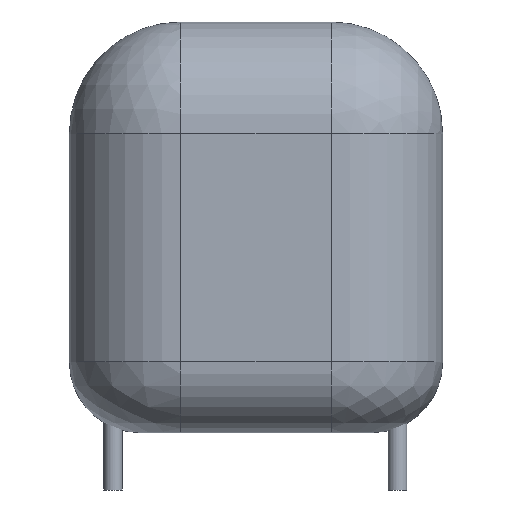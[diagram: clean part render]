
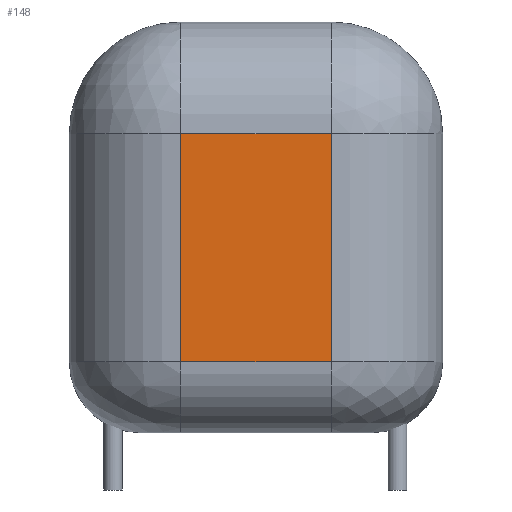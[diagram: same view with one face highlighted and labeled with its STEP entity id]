
A CAD part, front view. The second image highlights one B-rep face of the part: STEP entity #148.
In plain terms, the highlighted planar face has unit normal (0, -1, 0).
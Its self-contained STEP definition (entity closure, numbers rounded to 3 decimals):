
#148 = ADVANCED_FACE('',(#149),#183,.F.);
#149 = FACE_BOUND('',#150,.F.);
#150 = EDGE_LOOP('',(#151,#161,#169,#177));
#151 = ORIENTED_EDGE('',*,*,#152,.T.);
#152 = EDGE_CURVE('',#153,#155,#157,.T.);
#153 = VERTEX_POINT('',#154);
#154 = CARTESIAN_POINT('',(6.142,-3.,11.044));
#155 = VERTEX_POINT('',#156);
#156 = CARTESIAN_POINT('',(6.142,-3.,4.934));
#157 = LINE('',#158,#159);
#158 = CARTESIAN_POINT('',(6.142,-3.,14.034));
#159 = VECTOR('',#160,1.);
#160 = DIRECTION('',(0.,0.,-1.));
#161 = ORIENTED_EDGE('',*,*,#162,.T.);
#162 = EDGE_CURVE('',#155,#163,#165,.T.);
#163 = VERTEX_POINT('',#164);
#164 = CARTESIAN_POINT('',(2.122,-3.,4.934));
#165 = LINE('',#166,#167);
#166 = CARTESIAN_POINT('',(6.142,-3.,4.934));
#167 = VECTOR('',#168,1.);
#168 = DIRECTION('',(-1.,-0.,0.));
#169 = ORIENTED_EDGE('',*,*,#170,.T.);
#170 = EDGE_CURVE('',#163,#171,#173,.T.);
#171 = VERTEX_POINT('',#172);
#172 = CARTESIAN_POINT('',(2.122,-3.,11.044));
#173 = LINE('',#174,#175);
#174 = CARTESIAN_POINT('',(2.122,-3.,3.034));
#175 = VECTOR('',#176,1.);
#176 = DIRECTION('',(0.,0.,1.));
#177 = ORIENTED_EDGE('',*,*,#178,.T.);
#178 = EDGE_CURVE('',#171,#153,#179,.T.);
#179 = LINE('',#180,#181);
#180 = CARTESIAN_POINT('',(-0.868,-3.,11.044));
#181 = VECTOR('',#182,1.);
#182 = DIRECTION('',(1.,0.,0.));
#183 = PLANE('',#184);
#184 = AXIS2_PLACEMENT_3D('',#185,#186,#187);
#185 = CARTESIAN_POINT('',(4.132,-3.,8.534));
#186 = DIRECTION('',(0.,1.,0.));
#187 = DIRECTION('',(0.,0.,1.));
